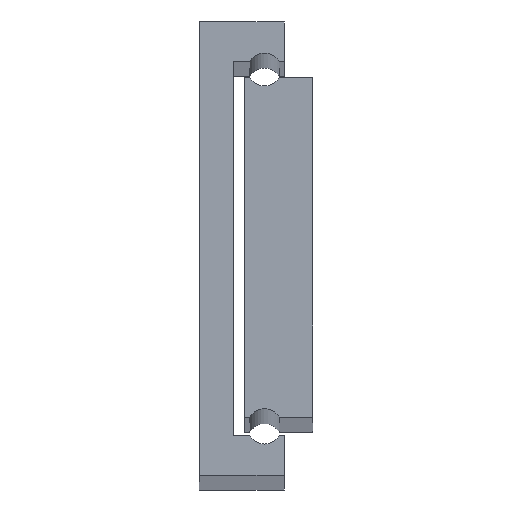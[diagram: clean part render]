
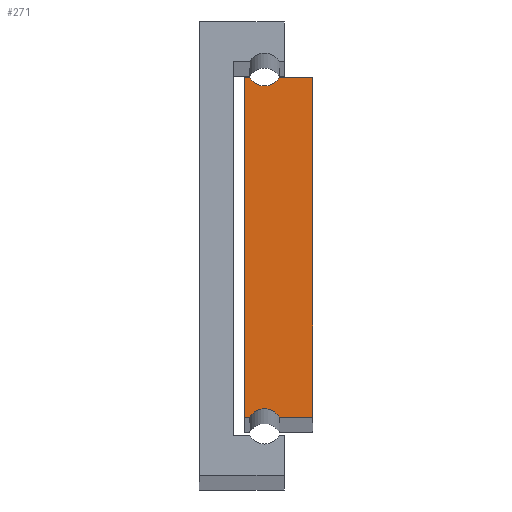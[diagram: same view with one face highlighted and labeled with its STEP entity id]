
A CAD part, top view. The second image highlights one B-rep face of the part: STEP entity #271.
In plain terms, the highlighted planar face has unit normal (0, 0, 1).
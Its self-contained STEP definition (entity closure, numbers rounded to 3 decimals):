
#108 = CARTESIAN_POINT ( 'NONE',  ( -0.571, 80.424, 750. ) ) ;
#109 = VERTEX_POINT ( 'NONE', #1075 ) ;
#126 = FACE_OUTER_BOUND ( 'NONE', #1806, .T. ) ;
#140 = VERTEX_POINT ( 'NONE', #1568 ) ;
#225 = LINE ( 'NONE', #3034, #2150 ) ;
#271 = ADVANCED_FACE ( 'NONE', ( #126 ), #2948, .F. ) ;
#286 = VERTEX_POINT ( 'NONE', #615 ) ;
#301 = LINE ( 'NONE', #1711, #1133 ) ;
#338 = VECTOR ( 'NONE', #966, 1000. ) ;
#415 = EDGE_CURVE ( 'NONE', #781, #504, #225, .T. ) ;
#433 = DIRECTION ( 'NONE',  ( 0., 0., -1. ) ) ;
#504 = VERTEX_POINT ( 'NONE', #1087 ) ;
#552 = DIRECTION ( 'NONE',  ( 0., 1., 0. ) ) ;
#598 = CARTESIAN_POINT ( 'NONE',  ( -0.571, 17.424, 750. ) ) ;
#615 = CARTESIAN_POINT ( 'NONE',  ( 7.929, 78.924, 750. ) ) ;
#647 = VERTEX_POINT ( 'NONE', #1595 ) ;
#674 = ORIENTED_EDGE ( 'NONE', *, *, #415, .T. ) ;
#708 = CARTESIAN_POINT ( 'NONE',  ( 7.929, 78.924, 750. ) ) ;
#768 = EDGE_CURVE ( 'NONE', #286, #647, #867, .T. ) ;
#781 = VERTEX_POINT ( 'NONE', #1900 ) ;
#867 = LINE ( 'NONE', #708, #2596 ) ;
#917 = LINE ( 'NONE', #1417, #338 ) ;
#966 = DIRECTION ( 'NONE',  ( -1., 0., 0. ) ) ;
#1028 = CARTESIAN_POINT ( 'NONE',  ( -3.169, 78.924, 750. ) ) ;
#1073 = ORIENTED_EDGE ( 'NONE', *, *, #1836, .T. ) ;
#1075 = CARTESIAN_POINT ( 'NONE',  ( 7.929, 18.924, 750. ) ) ;
#1087 = CARTESIAN_POINT ( 'NONE',  ( -4.071, 18.924, 750. ) ) ;
#1103 = ORIENTED_EDGE ( 'NONE', *, *, #2955, .T. ) ;
#1110 = LINE ( 'NONE', #1843, #1532 ) ;
#1133 = VECTOR ( 'NONE', #2892, 1000. ) ;
#1192 = EDGE_CURVE ( 'NONE', #647, #2325, #1376, .T. ) ;
#1361 = CARTESIAN_POINT ( 'NONE',  ( -3.169, 18.924, 750. ) ) ;
#1376 = CIRCLE ( 'NONE', #3056, 3. ) ;
#1400 = ORIENTED_EDGE ( 'NONE', *, *, #1420, .T. ) ;
#1417 = CARTESIAN_POINT ( 'NONE',  ( -3.169, 78.924, 750. ) ) ;
#1420 = EDGE_CURVE ( 'NONE', #1897, #140, #3027, .T. ) ;
#1523 = DIRECTION ( 'NONE',  ( 0., 0., -1. ) ) ;
#1532 = VECTOR ( 'NONE', #1606, 1000. ) ;
#1568 = CARTESIAN_POINT ( 'NONE',  ( 2.027, 18.924, 750. ) ) ;
#1583 = ORIENTED_EDGE ( 'NONE', *, *, #1647, .T. ) ;
#1595 = CARTESIAN_POINT ( 'NONE',  ( 2.027, 78.924, 750. ) ) ;
#1606 = DIRECTION ( 'NONE',  ( 1., 0., 0. ) ) ;
#1622 = CARTESIAN_POINT ( 'NONE',  ( -0.571, 17.424, 750. ) ) ;
#1647 = EDGE_CURVE ( 'NONE', #504, #1897, #1110, .T. ) ;
#1660 = AXIS2_PLACEMENT_3D ( 'NONE', #1622, #433, #2560 ) ;
#1711 = CARTESIAN_POINT ( 'NONE',  ( 2.027, 18.924, 750. ) ) ;
#1766 = AXIS2_PLACEMENT_3D ( 'NONE', #598, #1523, #2539 ) ;
#1806 = EDGE_LOOP ( 'NONE', ( #674, #1583, #1400, #2755, #1073, #2713, #1932, #1103 ) ) ;
#1824 = DIRECTION ( 'NONE',  ( 0., -1., 0. ) ) ;
#1836 = EDGE_CURVE ( 'NONE', #109, #286, #2977, .T. ) ;
#1843 = CARTESIAN_POINT ( 'NONE',  ( -4.071, 18.924, 750. ) ) ;
#1897 = VERTEX_POINT ( 'NONE', #1361 ) ;
#1900 = CARTESIAN_POINT ( 'NONE',  ( -4.071, 78.924, 750. ) ) ;
#1932 = ORIENTED_EDGE ( 'NONE', *, *, #1192, .T. ) ;
#2105 = CARTESIAN_POINT ( 'NONE',  ( 7.929, 18.924, 750. ) ) ;
#2121 = DIRECTION ( 'NONE',  ( -1., 0., 0. ) ) ;
#2150 = VECTOR ( 'NONE', #1824, 1000. ) ;
#2299 = EDGE_CURVE ( 'NONE', #140, #109, #301, .T. ) ;
#2325 = VERTEX_POINT ( 'NONE', #1028 ) ;
#2539 = DIRECTION ( 'NONE',  ( -1., 0., 0. ) ) ;
#2560 = DIRECTION ( 'NONE',  ( -1., 0., 0. ) ) ;
#2596 = VECTOR ( 'NONE', #2121, 1000. ) ;
#2713 = ORIENTED_EDGE ( 'NONE', *, *, #768, .T. ) ;
#2755 = ORIENTED_EDGE ( 'NONE', *, *, #2299, .T. ) ;
#2768 = DIRECTION ( 'NONE',  ( 1., 0., 0. ) ) ;
#2864 = VECTOR ( 'NONE', #552, 1000. ) ;
#2892 = DIRECTION ( 'NONE',  ( 1., 0., 0. ) ) ;
#2948 = PLANE ( 'NONE',  #1766 ) ;
#2955 = EDGE_CURVE ( 'NONE', #2325, #781, #917, .T. ) ;
#2977 = LINE ( 'NONE', #2105, #2864 ) ;
#2988 = DIRECTION ( 'NONE',  ( 0., 0., -1. ) ) ;
#3027 = CIRCLE ( 'NONE', #1660, 3. ) ;
#3034 = CARTESIAN_POINT ( 'NONE',  ( -4.071, 78.924, 750. ) ) ;
#3056 = AXIS2_PLACEMENT_3D ( 'NONE', #108, #2988, #2768 ) ;
